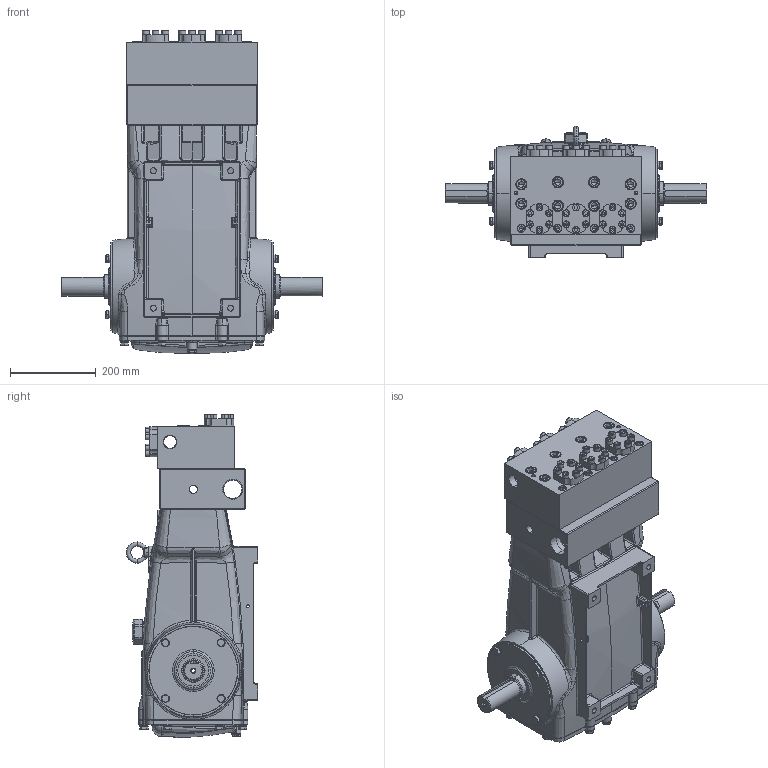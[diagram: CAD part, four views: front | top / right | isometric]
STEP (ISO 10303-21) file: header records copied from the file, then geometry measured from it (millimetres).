
FILE_DESCRIPTION (( 'STEP AP203' ), '1' );
FILE_NAME ('6801K.STEP', '2022-06-02T12:03:01', ( '' ), ( '' ), 'SwSTEP 2.0', 'SolidWorks 2021', '' );
FILE_SCHEMA (( 'CONFIG_CONTROL_DESIGN' ));
Products named in the file (1): 6801K
Bounding box: 610 x 306 x 752.96 mm (x, y, z)
Surface area: 1443507.8 mm2 (no closed solid volume)
Topology: 0 solids, 138 shells, 1840 faces, 5402 edges, 3535 vertices
Faces by surface type: plane 667, cylinder 480, bspline 318, torus 189, cone 147, sphere 39
Entity records: 79786 total; most frequent: CARTESIAN_POINT 33478, DIRECTION 9606, ORIENTED_EDGE 8960, EDGE_CURVE 5284, AXIS2_PLACEMENT_3D 3757, VERTEX_POINT 3519, CIRCLE 2234, EDGE_LOOP 2140
